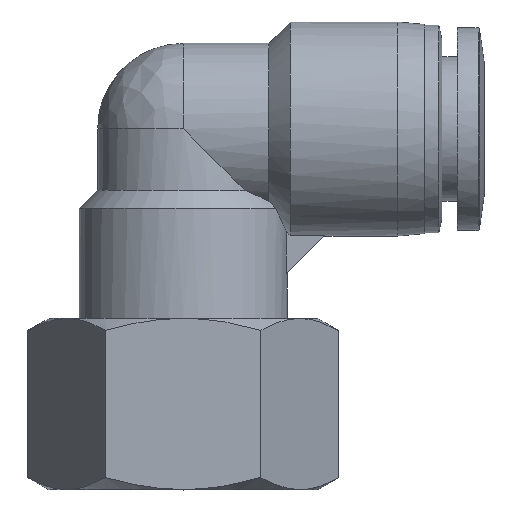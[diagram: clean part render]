
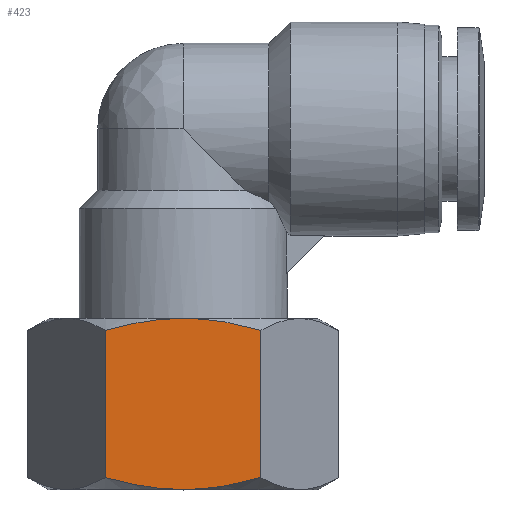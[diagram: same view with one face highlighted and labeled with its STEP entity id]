
A CAD part, top view. The second image highlights one B-rep face of the part: STEP entity #423.
In plain terms, the highlighted planar face has unit normal (0, 0, 1).
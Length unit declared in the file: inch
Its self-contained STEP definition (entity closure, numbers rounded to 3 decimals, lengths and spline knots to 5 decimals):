
#108 = VERTEX_POINT ( 'NONE', #4061 ) ;
#292 = CARTESIAN_POINT ( 'NONE',  ( 0.25003, -0.5125, 0.43307 ) ) ;
#307 = CARTESIAN_POINT ( 'NONE',  ( 0., -0.55118, 0.43307 ) ) ;
#309 = CARTESIAN_POINT ( 'NONE',  ( 0.07956, -0.00316, 0.43307 ) ) ;
#367 = LINE ( 'NONE', #2441, #4332 ) ;
#393 = CARTESIAN_POINT ( 'NONE',  ( -0.20453, -0.02554, 0.43307 ) ) ;
#423 = ADVANCED_FACE ( 'NONE', ( #654 ), #1454, .T. ) ;
#524 = CARTESIAN_POINT ( 'NONE',  ( -0.07, -0.548, 0.43307 ) ) ;
#654 = FACE_OUTER_BOUND ( 'NONE', #3791, .T. ) ;
#665 = VERTEX_POINT ( 'NONE', #4709 ) ;
#690 = CARTESIAN_POINT ( 'NONE',  ( 0.16291, -0.53415, 0.43306 ) ) ;
#706 = CARTESIAN_POINT ( 'NONE',  ( 0., 0., 0.43307 ) ) ;
#742 = B_SPLINE_CURVE_WITH_KNOTS ( 'NONE', 3,
 ( #2129, #4356, #2908, #524, #3285, #936, #3643, #1356, #4001, #1748, #4371, #2143, #4713, #2532 ),
 .UNSPECIFIED., .F., .F.,
 ( 4, 2, 2, 1, 1, 2, 2, 4 ),
 ( 0., 0.25, 0.375, 0.4375, 0.46875, 0.48438, 0.5, 1. ),
 .UNSPECIFIED. ) ;
#859 = ORIENTED_EDGE ( 'NONE', *, *, #3345, .F. ) ;
#877 = EDGE_CURVE ( 'NONE', #4478, #665, #4357, .T. ) ;
#936 = CARTESIAN_POINT ( 'NONE',  ( -0.09515, -0.54523, 0.43307 ) ) ;
#942 = B_SPLINE_CURVE_WITH_KNOTS ( 'NONE', 3,
 ( #4575, #2384, #4912, #2766, #393, #3151 ),
 .UNSPECIFIED., .F., .F.,
 ( 4, 2, 4 ),
 ( 0., 0.5, 1. ),
 .UNSPECIFIED. ) ;
#1028 = DIRECTION ( 'NONE',  ( 1., 0., 0. ) ) ;
#1032 = DIRECTION ( 'NONE',  ( 0., 0., 1. ) ) ;
#1050 = CARTESIAN_POINT ( 'NONE',  ( -0.25003, 0., 0.43307 ) ) ;
#1077 = CARTESIAN_POINT ( 'NONE',  ( 0.25003, -0.5125, 0.43307 ) ) ;
#1092 = CARTESIAN_POINT ( 'NONE',  ( 0.13899, -0.53865, 0.43307 ) ) ;
#1349 = VECTOR ( 'NONE', #4142, 39.37008 ) ;
#1356 = CARTESIAN_POINT ( 'NONE',  ( -0.11156, -0.54302, 0.43307 ) ) ;
#1388 = ORIENTED_EDGE ( 'NONE', *, *, #1793, .F. ) ;
#1394 = CARTESIAN_POINT ( 'NONE',  ( 0.25003, -0.03868, 0.43307 ) ) ;
#1452 = B_SPLINE_CURVE_WITH_KNOTS ( 'NONE', 3,
 ( #1394, #1510, #2689, #309, #3073, #706 ),
 .UNSPECIFIED., .F., .F.,
 ( 4, 2, 4 ),
 ( 0., 0.5, 1. ),
 .UNSPECIFIED. ) ;
#1454 = PLANE ( 'NONE',  #4186 ) ;
#1509 = CARTESIAN_POINT ( 'NONE',  ( 0.12574, -0.54086, 0.43307 ) ) ;
#1510 = CARTESIAN_POINT ( 'NONE',  ( 0.20454, -0.02555, 0.43307 ) ) ;
#1713 = B_SPLINE_CURVE_WITH_KNOTS ( 'NONE', 3,
 ( #292, #2669, #4834, #3056, #690, #3431, #1092, #3793, #1509, #4152, #1914, #4495, #2300, #4845, #2685, #307 ),
 .UNSPECIFIED., .F., .F.,
 ( 4, 2, 2, 1, 1, 2, 2, 2, 4 ),
 ( 0., 0.25, 0.375, 0.4375, 0.46875, 0.48438, 0.5, 0.75, 1. ),
 .UNSPECIFIED. ) ;
#1748 = CARTESIAN_POINT ( 'NONE',  ( -0.1179, -0.54208, 0.43307 ) ) ;
#1758 = ORIENTED_EDGE ( 'NONE', *, *, #2605, .T. ) ;
#1793 = EDGE_CURVE ( 'NONE', #4478, #2910, #1713, .T. ) ;
#1834 = CARTESIAN_POINT ( 'NONE',  ( 0., -0.55118, 0.43307 ) ) ;
#1914 = CARTESIAN_POINT ( 'NONE',  ( 0.12172, -0.54149, 0.43307 ) ) ;
#2129 = CARTESIAN_POINT ( 'NONE',  ( 0., -0.55118, 0.43307 ) ) ;
#2143 = CARTESIAN_POINT ( 'NONE',  ( -0.16281, -0.53514, 0.43307 ) ) ;
#2300 = CARTESIAN_POINT ( 'NONE',  ( 0.08002, -0.54721, 0.43307 ) ) ;
#2384 = CARTESIAN_POINT ( 'NONE',  ( -0.03939, 0., 0.43307 ) ) ;
#2441 = CARTESIAN_POINT ( 'NONE',  ( -0.25003, 0., 0.43307 ) ) ;
#2532 = CARTESIAN_POINT ( 'NONE',  ( -0.25003, -0.5125, 0.43307 ) ) ;
#2605 = EDGE_CURVE ( 'NONE', #108, #3262, #942, .T. ) ;
#2669 = CARTESIAN_POINT ( 'NONE',  ( 0.22768, -0.51895, 0.43307 ) ) ;
#2685 = CARTESIAN_POINT ( 'NONE',  ( 0.02001, -0.55118, 0.43307 ) ) ;
#2689 = CARTESIAN_POINT ( 'NONE',  ( 0.16134, -0.01582, 0.43307 ) ) ;
#2733 = VERTEX_POINT ( 'NONE', #4255 ) ;
#2766 = CARTESIAN_POINT ( 'NONE',  ( -0.16133, -0.01581, 0.43307 ) ) ;
#2827 = DIRECTION ( 'NONE',  ( 0., 1., 0. ) ) ;
#2832 = EDGE_CURVE ( 'NONE', #2910, #2733, #742, .T. ) ;
#2908 = CARTESIAN_POINT ( 'NONE',  ( -0.03983, -0.55039, 0.43307 ) ) ;
#2910 = VERTEX_POINT ( 'NONE', #1834 ) ;
#3056 = CARTESIAN_POINT ( 'NONE',  ( 0.17359, -0.53191, 0.43306 ) ) ;
#3073 = CARTESIAN_POINT ( 'NONE',  ( 0.03941, 0., 0.43307 ) ) ;
#3129 = ORIENTED_EDGE ( 'NONE', *, *, #877, .T. ) ;
#3151 = CARTESIAN_POINT ( 'NONE',  ( -0.25003, -0.03868, 0.43307 ) ) ;
#3262 = VERTEX_POINT ( 'NONE', #4277 ) ;
#3285 = CARTESIAN_POINT ( 'NONE',  ( -0.08004, -0.54701, 0.43307 ) ) ;
#3345 = EDGE_CURVE ( 'NONE', #2733, #3262, #367, .T. ) ;
#3431 = CARTESIAN_POINT ( 'NONE',  ( 0.14695, -0.5372, 0.43306 ) ) ;
#3478 = ORIENTED_EDGE ( 'NONE', *, *, #2832, .F. ) ;
#3643 = CARTESIAN_POINT ( 'NONE',  ( -0.10271, -0.54427, 0.43307 ) ) ;
#3791 = EDGE_LOOP ( 'NONE', ( #3129, #4444, #1758, #859, #3478, #1388 ) ) ;
#3793 = CARTESIAN_POINT ( 'NONE',  ( 0.12971, -0.54021, 0.43307 ) ) ;
#4001 = CARTESIAN_POINT ( 'NONE',  ( -0.11537, -0.54246, 0.43307 ) ) ;
#4061 = CARTESIAN_POINT ( 'NONE',  ( 0., 0., 0.43307 ) ) ;
#4142 = DIRECTION ( 'NONE',  ( 0., 1., 0. ) ) ;
#4152 = CARTESIAN_POINT ( 'NONE',  ( 0.12309, -0.54128, 0.43307 ) ) ;
#4156 = CARTESIAN_POINT ( 'NONE',  ( 0.25003, 0., 0.43307 ) ) ;
#4186 = AXIS2_PLACEMENT_3D ( 'NONE', #1050, #1032, #1028 ) ;
#4255 = CARTESIAN_POINT ( 'NONE',  ( -0.25003, -0.5125, 0.43307 ) ) ;
#4277 = CARTESIAN_POINT ( 'NONE',  ( -0.25003, -0.03868, 0.43307 ) ) ;
#4332 = VECTOR ( 'NONE', #2827, 39.37008 ) ;
#4356 = CARTESIAN_POINT ( 'NONE',  ( -0.02001, -0.55118, 0.43307 ) ) ;
#4357 = LINE ( 'NONE', #4156, #1349 ) ;
#4371 = CARTESIAN_POINT ( 'NONE',  ( -0.11912, -0.5419, 0.43307 ) ) ;
#4444 = ORIENTED_EDGE ( 'NONE', *, *, #4791, .T. ) ;
#4478 = VERTEX_POINT ( 'NONE', #1077 ) ;
#4495 = CARTESIAN_POINT ( 'NONE',  ( 0.10011, -0.54484, 0.43307 ) ) ;
#4575 = CARTESIAN_POINT ( 'NONE',  ( 0., 0., 0.43307 ) ) ;
#4709 = CARTESIAN_POINT ( 'NONE',  ( 0.25003, -0.03868, 0.43307 ) ) ;
#4713 = CARTESIAN_POINT ( 'NONE',  ( -0.20532, -0.52541, 0.43307 ) ) ;
#4791 = EDGE_CURVE ( 'NONE', #665, #108, #1452, .T. ) ;
#4834 = CARTESIAN_POINT ( 'NONE',  ( 0.20585, -0.52461, 0.43306 ) ) ;
#4845 = CARTESIAN_POINT ( 'NONE',  ( 0.03987, -0.55039, 0.43307 ) ) ;
#4912 = CARTESIAN_POINT ( 'NONE',  ( -0.07956, -0.00317, 0.43307 ) ) ;
